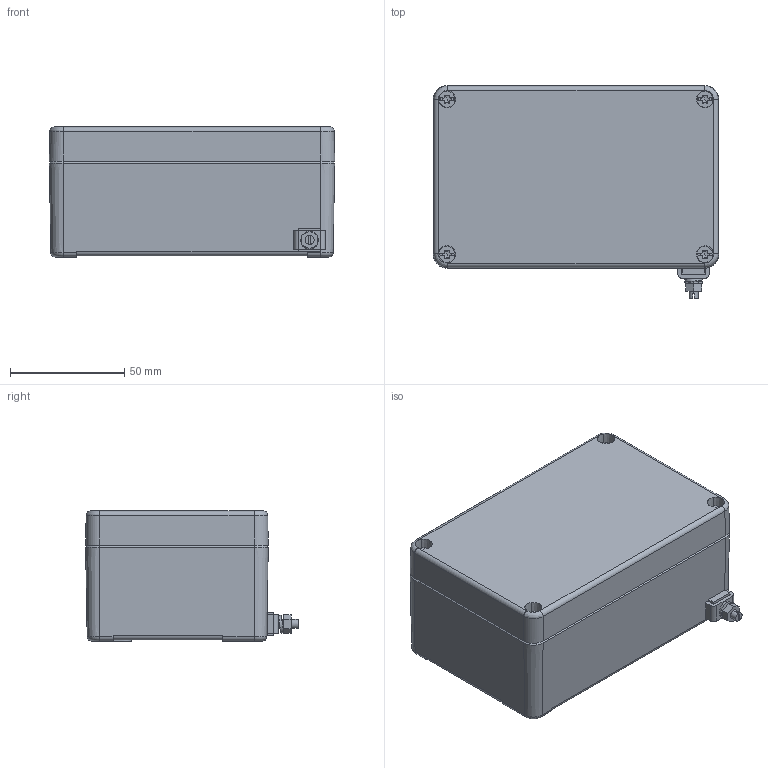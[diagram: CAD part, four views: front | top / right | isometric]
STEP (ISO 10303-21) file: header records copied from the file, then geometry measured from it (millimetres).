
FILE_DESCRIPTION(('CATIA V5 STEP Exchange','CAx-IF Rec.Pracs.--- Model Styling and Organization---1.4--- 2014-01-23'),'2;1');
FILE_NAME ('D1451040_0', '2020-02-04T08:54:44+00:00', ('none'), ('Weidmueller'), 'CATIA Version 5-6 Release 2016 SP3 HF44', 'CATIA V5 STEP AP214', 'none');
FILE_SCHEMA(('AUTOMOTIVE_DESIGN { 1 0 10303 214 1 1 1 1 }'));
Length unit declared in the file: millimetre
Products named in the file (1): K21 EX-RAL 7001
Bounding box: 125 x 93.2 x 57 mm (x, y, z)
Volume: 159604.8 mm3; surface area: 96120 mm2
Topology: 12 solids, 12 shells, 778 faces, 1929 edges, 1206 vertices
Faces by surface type: plane 261, cylinder 247, cone 130, torus 72, bspline 56, sphere 12
Entity records: 25736 total; most frequent: CARTESIAN_POINT 8587, ORIENTED_EDGE 3818, DIRECTION 2727, EDGE_CURVE 1909, AXIS2_PLACEMENT_3D 1299, VERTEX_POINT 1208, VECTOR 859, LINE 859
